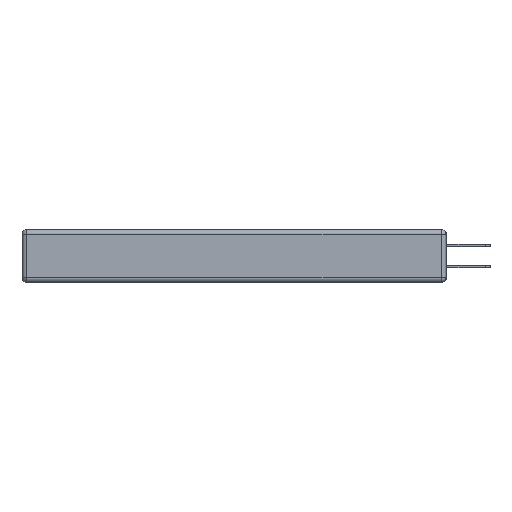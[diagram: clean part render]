
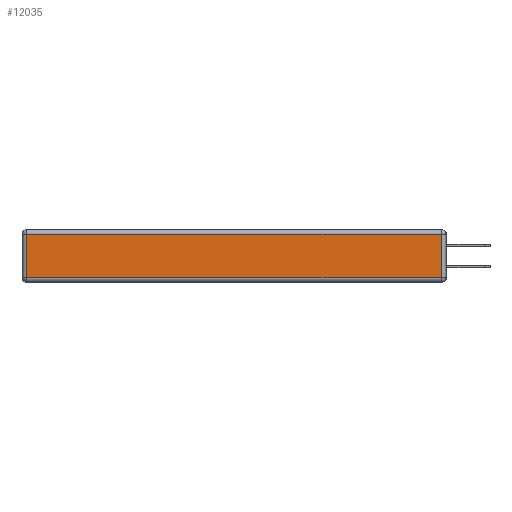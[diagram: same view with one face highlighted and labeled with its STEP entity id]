
A CAD part, left-side view. The second image highlights one B-rep face of the part: STEP entity #12035.
In plain terms, the highlighted planar face has unit normal (-1, 0, 0).
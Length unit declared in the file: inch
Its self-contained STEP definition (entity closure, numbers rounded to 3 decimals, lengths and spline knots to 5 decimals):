
#203 = VECTOR ( 'NONE', #8219, 39.37008 ) ;
#775 = DIRECTION ( 'NONE',  ( -1., 0., 0. ) ) ;
#904 = CARTESIAN_POINT ( 'NONE',  ( 0., 0., -0.343 ) ) ;
#1096 = LINE ( 'NONE', #3092, #11832 ) ;
#1897 = DIRECTION ( 'NONE',  ( 0., -1., 0. ) ) ;
#2588 = EDGE_CURVE ( 'NONE', #11167, #9054, #1096, .T. ) ;
#2785 = CARTESIAN_POINT ( 'NONE',  ( 0., 2.72, -0.313 ) ) ;
#3007 = LINE ( 'NONE', #10499, #203 ) ;
#3092 = CARTESIAN_POINT ( 'NONE',  ( 0., 2.75, -0.03 ) ) ;
#4103 = DIRECTION ( 'NONE',  ( 0., 0., 1. ) ) ;
#4210 = VERTEX_POINT ( 'NONE', #8901 ) ;
#4341 = CARTESIAN_POINT ( 'NONE',  ( 0., 2.72, -0.343 ) ) ;
#5352 = CARTESIAN_POINT ( 'NONE',  ( 0., 2.72, -0.03 ) ) ;
#6077 = CARTESIAN_POINT ( 'NONE',  ( 0., 0., -0.313 ) ) ;
#7049 = FACE_OUTER_BOUND ( 'NONE', #8787, .T. ) ;
#7111 = ORIENTED_EDGE ( 'NONE', *, *, #8001, .T. ) ;
#7382 = ORIENTED_EDGE ( 'NONE', *, *, #10884, .T. ) ;
#8001 = EDGE_CURVE ( 'NONE', #11200, #4210, #12165, .T. ) ;
#8219 = DIRECTION ( 'NONE',  ( 0., 0., 1. ) ) ;
#8532 = LINE ( 'NONE', #4341, #8706 ) ;
#8706 = VECTOR ( 'NONE', #10577, 39.37008 ) ;
#8787 = EDGE_LOOP ( 'NONE', ( #7111, #7382, #12548, #10388 ) ) ;
#8901 = CARTESIAN_POINT ( 'NONE',  ( 0., 0.03, -0.313 ) ) ;
#9054 = VERTEX_POINT ( 'NONE', #5352 ) ;
#9102 = CARTESIAN_POINT ( 'NONE',  ( 0., 0.03, -0.03 ) ) ;
#10387 = PLANE ( 'NONE',  #11547 ) ;
#10388 = ORIENTED_EDGE ( 'NONE', *, *, #12259, .T. ) ;
#10499 = CARTESIAN_POINT ( 'NONE',  ( 0., 0.03, -0.343 ) ) ;
#10577 = DIRECTION ( 'NONE',  ( 0., 0., -1. ) ) ;
#10884 = EDGE_CURVE ( 'NONE', #4210, #11167, #3007, .T. ) ;
#10987 = VECTOR ( 'NONE', #1897, 39.37008 ) ;
#11167 = VERTEX_POINT ( 'NONE', #9102 ) ;
#11200 = VERTEX_POINT ( 'NONE', #2785 ) ;
#11547 = AXIS2_PLACEMENT_3D ( 'NONE', #904, #775, #4103 ) ;
#11832 = VECTOR ( 'NONE', #12612, 39.37008 ) ;
#12035 = ADVANCED_FACE ( 'NONE', ( #7049 ), #10387, .T. ) ;
#12165 = LINE ( 'NONE', #6077, #10987 ) ;
#12259 = EDGE_CURVE ( 'NONE', #9054, #11200, #8532, .T. ) ;
#12548 = ORIENTED_EDGE ( 'NONE', *, *, #2588, .T. ) ;
#12612 = DIRECTION ( 'NONE',  ( 0., 1., 0. ) ) ;
